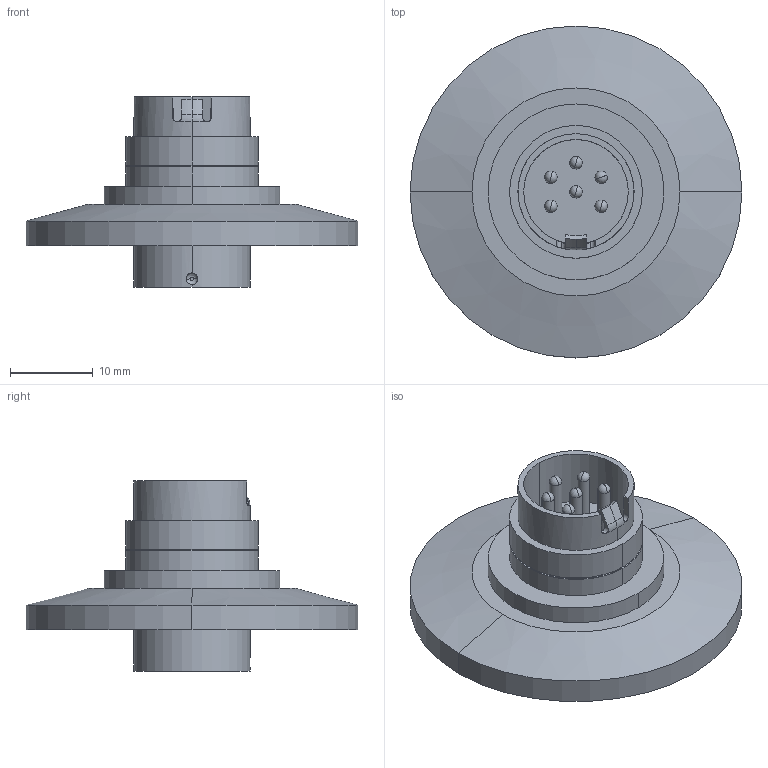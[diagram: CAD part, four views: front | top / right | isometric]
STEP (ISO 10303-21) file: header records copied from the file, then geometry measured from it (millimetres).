
FILE_DESCRIPTION (( 'STEP AP214' ), '1' );
FILE_NAME ('220-CM6-K25.STEP', '2017-08-25T11:09:22', ( '' ), ( '' ), 'SwSTEP 2.0', 'SolidWorks 2014', '' );
FILE_SCHEMA (( 'AUTOMOTIVE_DESIGN' ));
Length unit declared in the file: millimetre
Products named in the file (6): 220-CM6_220-CM6; 9220-CM-W-V0914_Einbuchtung-neu; 9220-PIN-FENI-1,5_pin  vergd.; 9220-CM-GLASS6-PLATE; 9431-KF25-21,2_431-KF25-B; 220-CM6-K25
Assembly tree (10 placements, depth 3):
  220-CM6-K25
    9431-KF25-21,2_431-KF25-B
    220-CM6_220-CM6
      9220-CM-W-V0914_Einbuchtung-neu
      9220-CM-GLASS6-PLATE
      9220-PIN-FENI-1,5_pin  vergd.  x6
Bounding box: 40 x 40 x 22.9 mm (x, y, z)
Volume: 5530.5 mm3; surface area: 6386.5 mm2
Topology: 9 solids, 9 shells, 115 faces, 301 edges, 186 vertices
Faces by surface type: cylinder 51, sphere 24, plane 22, cone 7, torus 7, bspline 4
Entity records: 3086 total; most frequent: CARTESIAN_POINT 772, DIRECTION 474, ORIENTED_EDGE 414, EDGE_CURVE 207, AXIS2_PLACEMENT_3D 206, VERTEX_POINT 136, CIRCLE 111, EDGE_LOOP 107
